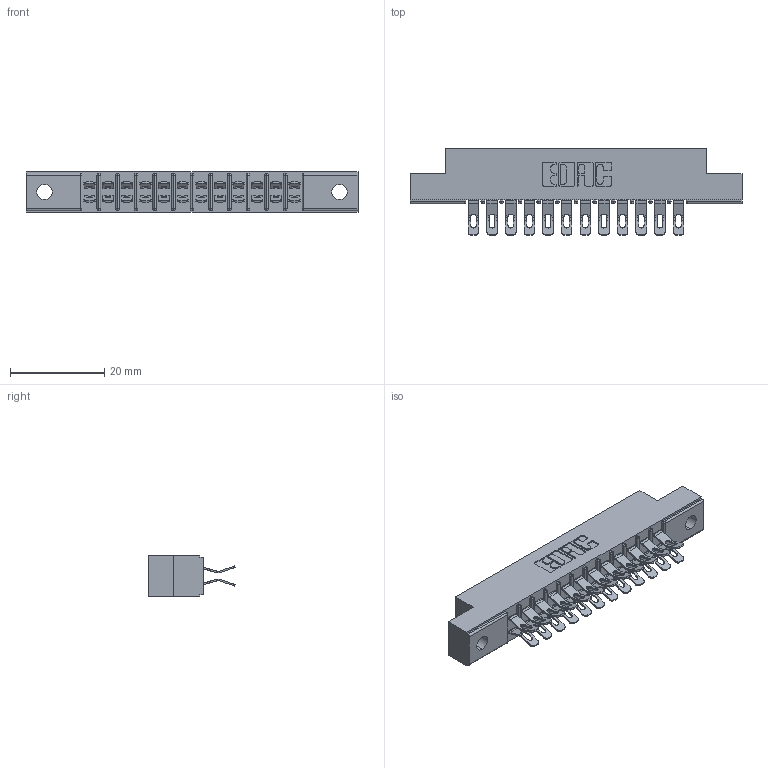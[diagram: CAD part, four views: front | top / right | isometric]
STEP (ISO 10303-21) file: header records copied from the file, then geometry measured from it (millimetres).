
FILE_DESCRIPTION (( 'STEP AP203' ), '1' );
FILE_NAME ('305-024-555-202.STEP', '2019-09-09T14:16:28', ( '' ), ( '' ), 'SwSTEP 2.0', 'SolidWorks 2016', '' );
FILE_SCHEMA (( 'CONFIG_CONTROL_DESIGN' ));
Length unit declared in the file: inch
Products named in the file (3): 305-290-001_555; 305 Part_.128 Dia; 305-024-555-202
Assembly tree (25 placements, depth 2):
  305-024-555-202
    305 Part_.128 Dia
    305-290-001_555  x24
Bounding box: 70.56 x 18.41 x 8.71 mm (x, y, z)
Volume: 4470.8 mm3; surface area: 8021.3 mm2
Topology: 25 solids, 25 shells, 1700 faces, 5056 edges, 3304 vertices
Faces by surface type: plane 836, cylinder 816, sphere 48
Entity records: 17271 total; most frequent: CARTESIAN_POINT 2876, ORIENTED_EDGE 2840, DIRECTION 2800, EDGE_CURVE 1420, VECTOR 1096, LINE 1096, VERTEX_POINT 912, AXIS2_PLACEMENT_3D 852
